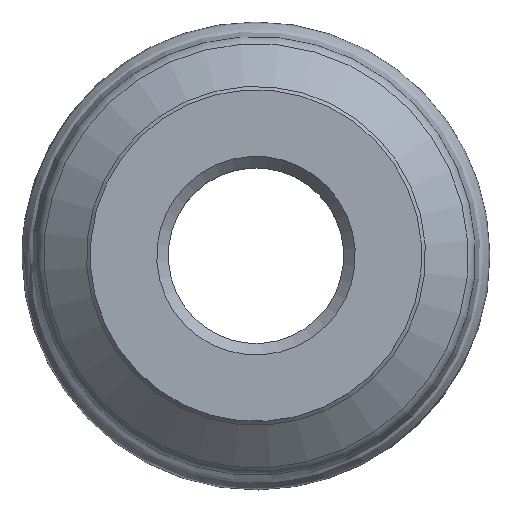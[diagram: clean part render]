
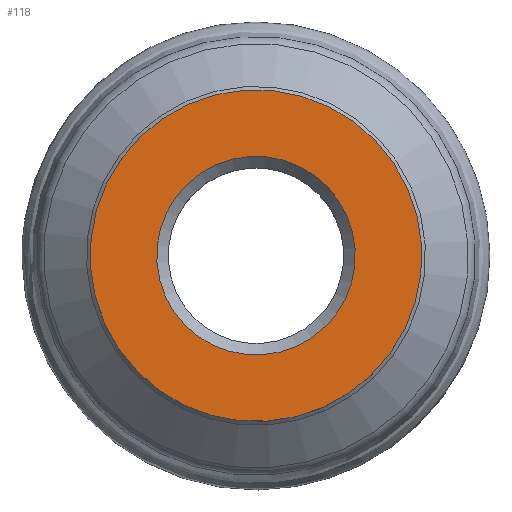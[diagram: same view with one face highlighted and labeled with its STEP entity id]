
A CAD part, top view. The second image highlights one B-rep face of the part: STEP entity #118.
In plain terms, the highlighted planar face has unit normal (0, 0, 1).
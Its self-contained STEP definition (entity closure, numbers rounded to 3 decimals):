
#112=PLANE('',#513);
#118=ADVANCED_FACE('CU_BCK',(#151,#152),#112,.T.);
#151=FACE_BOUND('',#196,.T.);
#152=FACE_BOUND('',#197,.T.);
#196=EDGE_LOOP('',(#240));
#197=EDGE_LOOP('',(#241));
#240=ORIENTED_EDGE('',*,*,#307,.F.);
#241=ORIENTED_EDGE('',*,*,#308,.F.);
#284=VERTEX_POINT('',#720);
#285=VERTEX_POINT('',#722);
#307=EDGE_CURVE('',#284,#284,#329,.T.);
#308=EDGE_CURVE('',#285,#285,#330,.T.);
#329=CIRCLE('',#511,21.556);
#330=CIRCLE('',#512,36.);
#511=AXIS2_PLACEMENT_3D('',#719,#594,#595);
#512=AXIS2_PLACEMENT_3D('',#721,#596,#597);
#513=AXIS2_PLACEMENT_3D('',#723,#598,#599);
#594=DIRECTION('',(0.,0.,1.));
#595=DIRECTION('',(-0.242,0.97,0.));
#596=DIRECTION('',(0.,0.,-1.));
#597=DIRECTION('',(-0.242,0.97,0.));
#598=DIRECTION('',(0.,0.,1.));
#599=DIRECTION('',(-0.242,0.97,0.));
#719=CARTESIAN_POINT('',(0.,0.,0.));
#720=CARTESIAN_POINT('',(-5.215,20.916,0.));
#721=CARTESIAN_POINT('',(0.,0.,0.));
#722=CARTESIAN_POINT('',(-8.709,34.931,0.));
#723=CARTESIAN_POINT('',(-36.,0.,0.));
